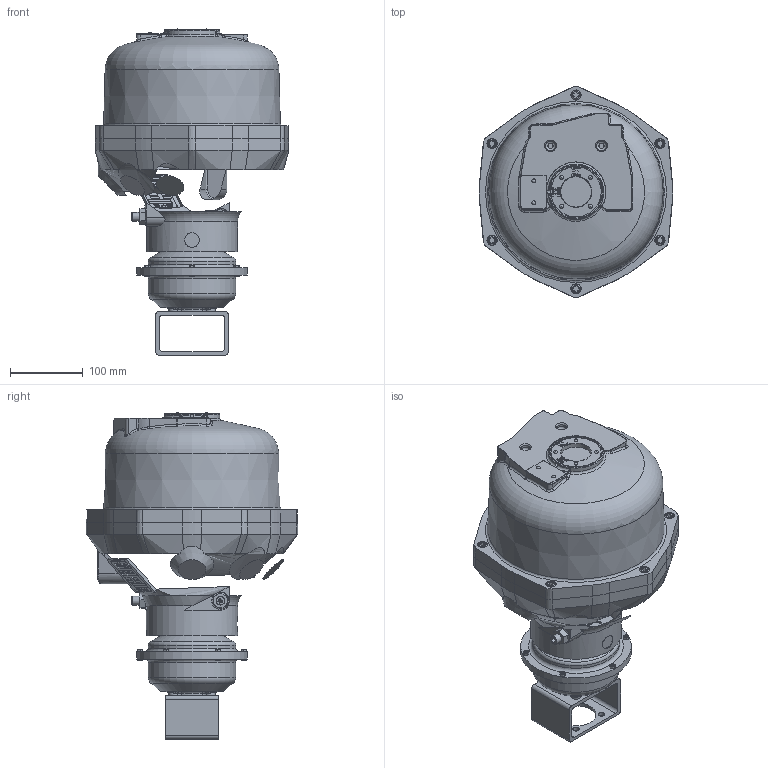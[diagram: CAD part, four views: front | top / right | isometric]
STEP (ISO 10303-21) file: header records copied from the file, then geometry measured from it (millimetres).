
FILE_DESCRIPTION(/* description */ ('STEP AP214'),/* implementation_level */ '2;1');
FILE_NAME(/* name */ 'FQ(X)04.step',/* time_stamp */ '2025-07-17T13:27:54+02:00',/* author */ (''),/* organization */ (''),/* preprocessor_version */ 'ST-DEVELOPER v20.1',/* originating_system */ 'Autodesk Translation Framework v14.10.0.0',/* authorisation */ '');
FILE_SCHEMA (('AUTOMOTIVE_DESIGN { 1 0 10303 214 3 1 1 }'));
Length unit declared in the file: millimetre
Products named in the file (3): CD_05482_FR_EN; z250100; CHAISE F07-F07_REHAUSSE F07-F07
Assembly tree (2 placements, depth 2):
  CD_05482_FR_EN
    z250100
    CHAISE F07-F07_REHAUSSE F07-F07
Bounding box: 265.87 x 289.91 x 447.94 mm (x, y, z)
Volume: 12105058.4 mm3; surface area: 381156.2 mm2
Topology: 2 solids, 6 shells, 1125 faces, 2717 edges, 1710 vertices
Faces by surface type: plane 629, cylinder 141, cone 136, bspline 116, torus 91, sphere 12
Full cylindrical faces by diameter (mm): 3.3 x6, 4 x6, 4.5 x6, 5 x4, 6.8 x4, 7 x6, 9 x8, 12 x2, 13 x6, 14 x6, 20 x1, 42 x1, 43 x1, 55 x2, 69 x1, 120 x2, 125 x1, 152 x1
Entity records: 38445 total; most frequent: CARTESIAN_POINT 12803, ORIENTED_EDGE 5388, DIRECTION 5033, EDGE_CURVE 2694, AXIS2_PLACEMENT_3D 1728, VERTEX_POINT 1710, LINE 1577, VECTOR 1577
